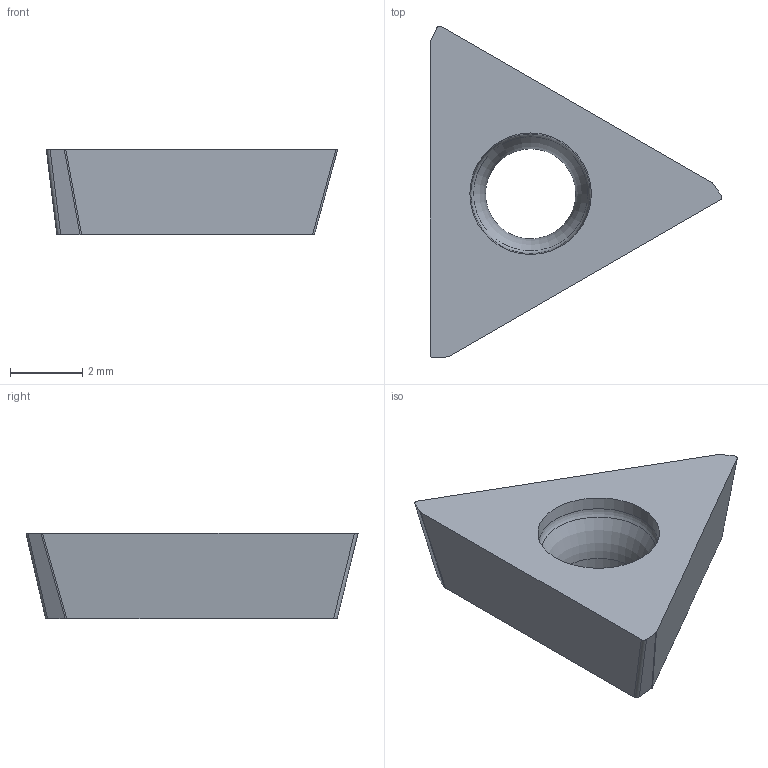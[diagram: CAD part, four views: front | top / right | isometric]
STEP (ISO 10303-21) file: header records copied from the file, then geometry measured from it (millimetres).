
FILE_DESCRIPTION(/* description */ (''),/* implementation_level */ '2;1');
FILE_NAME(/* name */ 'aaa337316_a.stp',/* time_stamp */ '2019-09-16T14:39:33+02:00',/* author */ (''),/* organization */ ('SMS'),/* preprocessor_version */ 'ST-DEVELOPER v16.7',/* originating_system */ 'SIEMENS PLM Software NX 12.0',/* authorisation */ '');
FILE_SCHEMA (('AUTOMOTIVE_DESIGN { 1 0 10303 214 3 1 1 1 }'));
Length unit declared in the file: millimetre
Products named in the file (1): AAA337316_A
Bounding box: 8.08 x 9.2 x 2.38 mm (x, y, z)
Volume: 70.3 mm3; surface area: 142.3 mm2
Topology: 1 solids, 1 shells, 18 faces, 46 edges, 32 vertices
Faces by surface type: plane 8, cylinder 7, torus 2, cone 1
Full cylindrical faces by diameter (mm): 2.5 x1
Entity records: 655 total; most frequent: CARTESIAN_POINT 160, DIRECTION 100, ORIENTED_EDGE 82, EDGE_CURVE 41, AXIS2_PLACEMENT_3D 38, VERTEX_POINT 29, EDGE_LOOP 24, LINE 24
